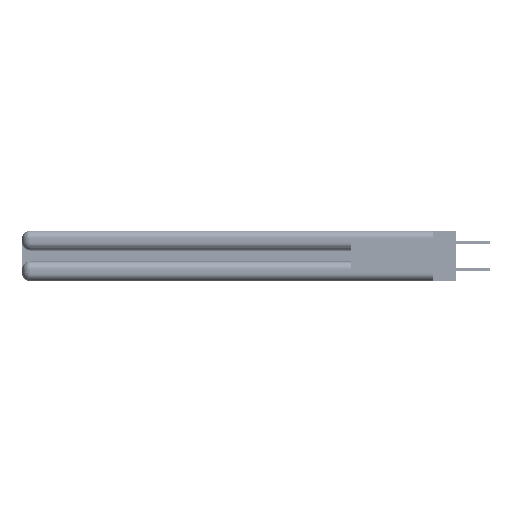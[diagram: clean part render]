
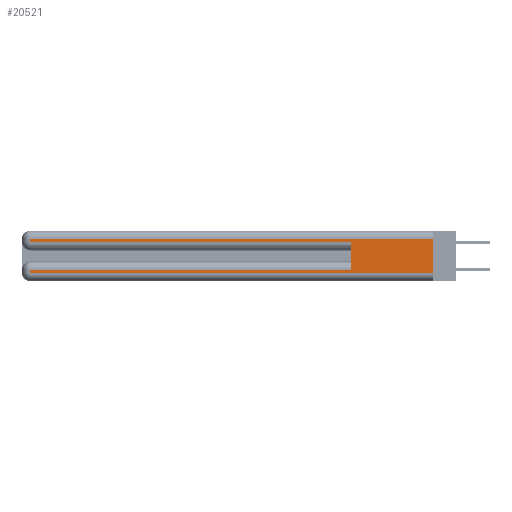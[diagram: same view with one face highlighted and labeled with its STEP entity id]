
A CAD part, left-side view. The second image highlights one B-rep face of the part: STEP entity #20521.
In plain terms, the highlighted planar face has unit normal (-1, 0, 0).
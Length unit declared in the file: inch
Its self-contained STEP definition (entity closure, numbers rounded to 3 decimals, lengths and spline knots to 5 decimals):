
#1655 = EDGE_CURVE ( 'NONE', #47130, #18580, #52270, .T. ) ;
#1852 = LINE ( 'NONE', #6050, #26504 ) ;
#2251 = EDGE_CURVE ( 'NONE', #26129, #18580, #43738, .T. ) ;
#2496 = CARTESIAN_POINT ( 'NONE',  ( 0., 2.94, 0.31 ) ) ;
#3966 = DIRECTION ( 'NONE',  ( 0., 0., -1. ) ) ;
#3976 = DIRECTION ( 'NONE',  ( 0., 1., 0. ) ) ;
#4046 = EDGE_CURVE ( 'NONE', #28604, #41459, #24616, .T. ) ;
#4249 = DIRECTION ( 'NONE',  ( 0., 1., 0. ) ) ;
#4484 = DIRECTION ( 'NONE',  ( 0., 0., 1. ) ) ;
#5036 = VECTOR ( 'NONE', #18720, 39.37008 ) ;
#5519 = ORIENTED_EDGE ( 'NONE', *, *, #21263, .T. ) ;
#6050 = CARTESIAN_POINT ( 'NONE',  ( 0., 2.94, 0.37 ) ) ;
#6436 = AXIS2_PLACEMENT_3D ( 'NONE', #36949, #7683, #32775 ) ;
#7030 = LINE ( 'NONE', #52157, #5036 ) ;
#7683 = DIRECTION ( 'NONE',  ( 1., 0., 0. ) ) ;
#8604 = EDGE_CURVE ( 'NONE', #50603, #41459, #7030, .T. ) ;
#8961 = CARTESIAN_POINT ( 'NONE',  ( 0., 0., 0.285 ) ) ;
#9122 = ORIENTED_EDGE ( 'NONE', *, *, #1655, .F. ) ;
#14869 = EDGE_LOOP ( 'NONE', ( #30832, #39713, #31814, #40167, #9122, #5519, #31804, #21032 ) ) ;
#15039 = VECTOR ( 'NONE', #4249, 39.37008 ) ;
#17209 = CARTESIAN_POINT ( 'NONE',  ( 0., 2.94, 0.085 ) ) ;
#17611 = VECTOR ( 'NONE', #19076, 39.37008 ) ;
#17661 = EDGE_CURVE ( 'NONE', #40494, #50603, #49484, .T. ) ;
#18234 = VECTOR ( 'NONE', #3976, 39.37008 ) ;
#18580 = VERTEX_POINT ( 'NONE', #45017 ) ;
#18720 = DIRECTION ( 'NONE',  ( 0., -1., 0. ) ) ;
#18791 = VECTOR ( 'NONE', #3966, 39.37008 ) ;
#18866 = LINE ( 'NONE', #40523, #18234 ) ;
#19076 = DIRECTION ( 'NONE',  ( 0., 0., -1. ) ) ;
#20218 = PLANE ( 'NONE',  #6436 ) ;
#20317 = CARTESIAN_POINT ( 'NONE',  ( 0., 0., 0.37 ) ) ;
#20521 = ADVANCED_FACE ( 'NONE', ( #49807 ), #20218, .F. ) ;
#21032 = ORIENTED_EDGE ( 'NONE', *, *, #8604, .T. ) ;
#21123 = DIRECTION ( 'NONE',  ( 0., -1., 0. ) ) ;
#21263 = EDGE_CURVE ( 'NONE', #47130, #40494, #18866, .T. ) ;
#24616 = LINE ( 'NONE', #20317, #18791 ) ;
#25743 = CARTESIAN_POINT ( 'NONE',  ( 0., 0.6, 0.085 ) ) ;
#26129 = VERTEX_POINT ( 'NONE', #44459 ) ;
#26332 = EDGE_CURVE ( 'NONE', #28604, #43740, #31928, .T. ) ;
#26504 = VECTOR ( 'NONE', #35150, 39.37008 ) ;
#28604 = VERTEX_POINT ( 'NONE', #47942 ) ;
#29554 = CARTESIAN_POINT ( 'NONE',  ( 0., 0.6, 0.145 ) ) ;
#30832 = ORIENTED_EDGE ( 'NONE', *, *, #4046, .F. ) ;
#31804 = ORIENTED_EDGE ( 'NONE', *, *, #17661, .T. ) ;
#31814 = ORIENTED_EDGE ( 'NONE', *, *, #51575, .T. ) ;
#31928 = LINE ( 'NONE', #37343, #15039 ) ;
#32775 = DIRECTION ( 'NONE',  ( 0., 0., -1. ) ) ;
#35150 = DIRECTION ( 'NONE',  ( 0., 0., -1. ) ) ;
#36949 = CARTESIAN_POINT ( 'NONE',  ( 0., 0., 0.37 ) ) ;
#37343 = CARTESIAN_POINT ( 'NONE',  ( 0., 0., 0.31 ) ) ;
#39713 = ORIENTED_EDGE ( 'NONE', *, *, #26332, .T. ) ;
#40007 = CARTESIAN_POINT ( 'NONE',  ( 0., 0., 0.06 ) ) ;
#40167 = ORIENTED_EDGE ( 'NONE', *, *, #2251, .T. ) ;
#40494 = VERTEX_POINT ( 'NONE', #17209 ) ;
#40523 = CARTESIAN_POINT ( 'NONE',  ( 0., 0., 0.085 ) ) ;
#40538 = VECTOR ( 'NONE', #4484, 39.37008 ) ;
#41459 = VERTEX_POINT ( 'NONE', #40007 ) ;
#43738 = LINE ( 'NONE', #8961, #49538 ) ;
#43740 = VERTEX_POINT ( 'NONE', #2496 ) ;
#44459 = CARTESIAN_POINT ( 'NONE',  ( 0., 2.94, 0.285 ) ) ;
#44520 = CARTESIAN_POINT ( 'NONE',  ( 0., 2.94, 0.06 ) ) ;
#45017 = CARTESIAN_POINT ( 'NONE',  ( 0., 0.6, 0.285 ) ) ;
#47130 = VERTEX_POINT ( 'NONE', #25743 ) ;
#47942 = CARTESIAN_POINT ( 'NONE',  ( 0., 0., 0.31 ) ) ;
#49484 = LINE ( 'NONE', #51812, #17611 ) ;
#49538 = VECTOR ( 'NONE', #21123, 39.37008 ) ;
#49807 = FACE_OUTER_BOUND ( 'NONE', #14869, .T. ) ;
#50603 = VERTEX_POINT ( 'NONE', #44520 ) ;
#51575 = EDGE_CURVE ( 'NONE', #43740, #26129, #1852, .T. ) ;
#51812 = CARTESIAN_POINT ( 'NONE',  ( 0., 2.94, 0.37 ) ) ;
#52157 = CARTESIAN_POINT ( 'NONE',  ( 0., 0., 0.06 ) ) ;
#52270 = LINE ( 'NONE', #29554, #40538 ) ;
